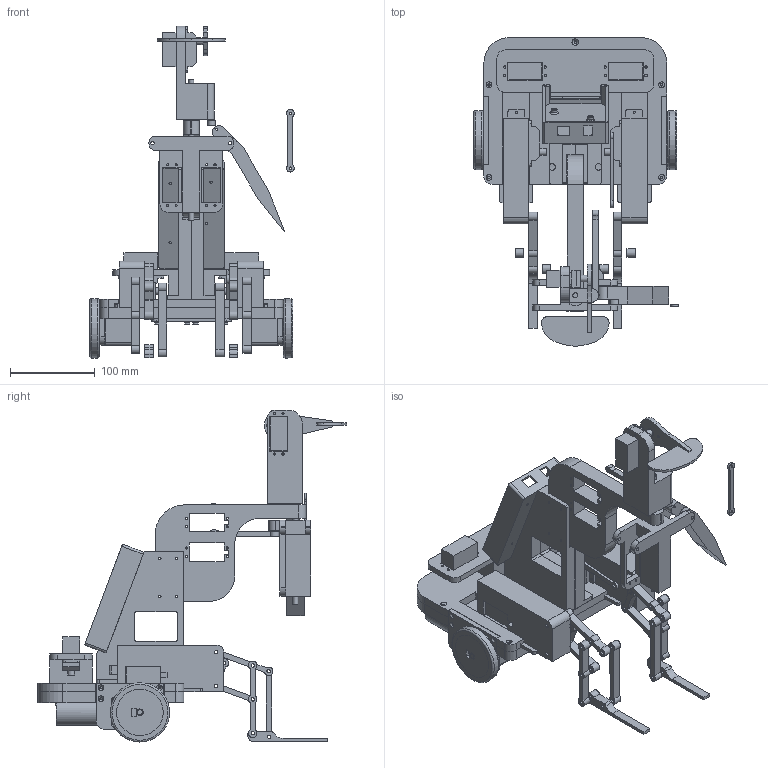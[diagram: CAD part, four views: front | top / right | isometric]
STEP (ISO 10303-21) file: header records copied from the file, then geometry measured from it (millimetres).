
FILE_DESCRIPTION(/* description */ (''),/* implementation_level */ '2;1');
FILE_NAME(/* name */ 'b438fa9f-f360-4bf8-acf6-86eaaca73b5d.stp',/* time_stamp */ '2020-01-06T12:00:55+00:00',/* author */ (''),/* organization */ (''),/* preprocessor_version */ 'ST-DEVELOPER v18',/* originating_system */ 'Autodesk Translation Framework v8.12.0.6',/* authorisation */ '');
FILE_SCHEMA (('AUTOMOTIVE_DESIGN { 1 0 10303 214 3 1 1 }'));
Length unit declared in the file: millimetre
Products named in the file (22): Elmo_base03; leg; slider; topcrank; foot; foot (1); crank; heel; slider (1); main chassis; motor v2; leg(Mirror) (1); slider(Mirror) (1); topcrank(Mirror) (1); foot(Mirror) (1); foot (1)(Mirror) (1); crank(Mirror) (1); heel(Mirror) (1); slider (1)(Mirror); shoulders; head; Component30
Assembly tree (21 placements, depth 3):
  Elmo_base03
    leg
      slider
      topcrank
      foot
      foot (1)
      crank
      heel
      slider (1)
    main chassis
    motor v2
    leg(Mirror) (1)
      slider(Mirror) (1)
      topcrank(Mirror) (1)
      foot(Mirror) (1)
      foot (1)(Mirror) (1)
      crank(Mirror) (1)
      heel(Mirror) (1)
      slider (1)(Mirror)
    shoulders
    head
    Component30
Bounding box: 241.33 x 365 x 392.13 mm (x, y, z)
Volume: 2528158.4 mm3; surface area: 633351 mm2
Topology: 46 solids, 46 shells, 1051 faces, 2714 edges, 1810 vertices
Faces by surface type: plane 562, cylinder 429, cone 48, torus 6, bspline 6
Full cylindrical faces by diameter (mm): 2 x1, 2.5 x27, 2.8 x109, 3 x5, 4 x50, 4.5 x2, 6 x11, 6.2 x4, 7 x4, 7.2 x4, 8 x8, 9.8 x8, 10 x9, 19 x2, 29 x2, 31 x2, 55 x8, 70 x2
Entity records: 34305 total; most frequent: CARTESIAN_POINT 6261, DIRECTION 5826, ORIENTED_EDGE 5428, EDGE_CURVE 2714, AXIS2_PLACEMENT_3D 2078, VERTEX_POINT 1810, LINE 1670, VECTOR 1670
